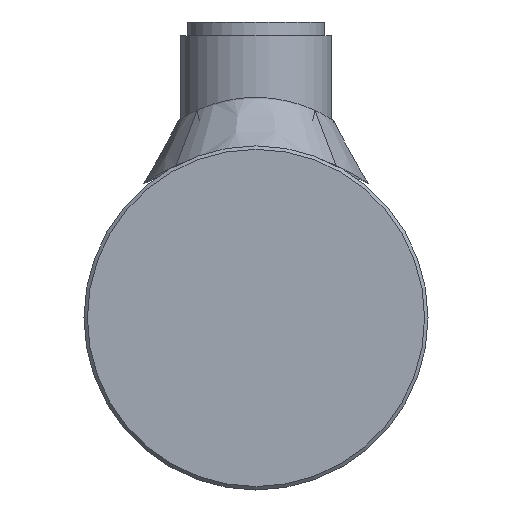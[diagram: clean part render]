
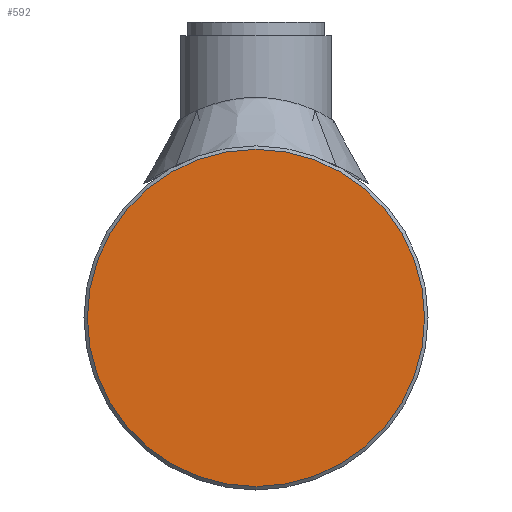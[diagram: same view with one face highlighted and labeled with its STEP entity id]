
A CAD part, left-side view. The second image highlights one B-rep face of the part: STEP entity #592.
In plain terms, the highlighted planar face has unit normal (-1, 0, 0).
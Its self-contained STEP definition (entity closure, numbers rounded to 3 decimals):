
#592 = ADVANCED_FACE( '', ( #1122 ), #1123, .T. );
#1122 = FACE_OUTER_BOUND( '', #2639, .T. );
#1123 = PLANE( '', #2640 );
#2639 = EDGE_LOOP( '', ( #4804 ) );
#2640 = AXIS2_PLACEMENT_3D( '', #4805, #4806, #4807 );
#4804 = ORIENTED_EDGE( '', *, *, #5699, .T. );
#4805 = CARTESIAN_POINT( '', ( -10., 0., 0. ) );
#4806 = DIRECTION( '', ( -1., 0., 0. ) );
#4807 = DIRECTION( '', ( 0., -1., 0. ) );
#5699 = EDGE_CURVE( '', #6249, #6249, #6250, .T. );
#6249 = VERTEX_POINT( '', #7277 );
#6250 = CIRCLE( '', #7278, 24.5 );
#7277 = CARTESIAN_POINT( '', ( -10., -24.5, 0. ) );
#7278 = AXIS2_PLACEMENT_3D( '', #8250, #8251, #8252 );
#8250 = CARTESIAN_POINT( '', ( -10., 0., 0. ) );
#8251 = DIRECTION( '', ( -1., 0., 0. ) );
#8252 = DIRECTION( '', ( 0., -1., 0. ) );
